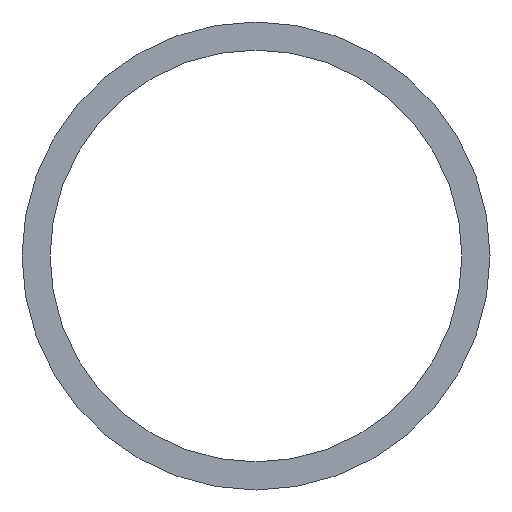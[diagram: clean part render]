
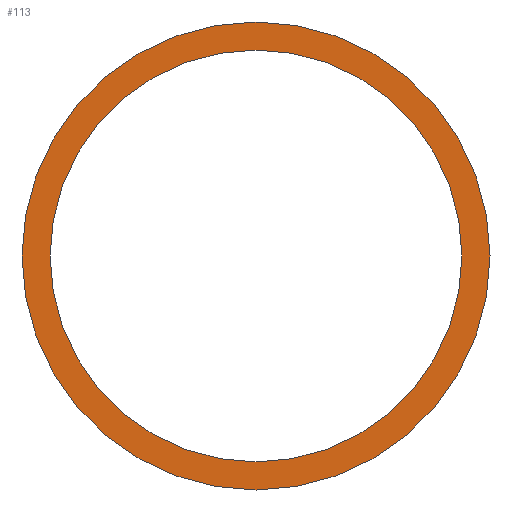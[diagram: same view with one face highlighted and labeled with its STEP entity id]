
A CAD part, front view. The second image highlights one B-rep face of the part: STEP entity #113.
In plain terms, the highlighted planar face has unit normal (0, -1, 0).
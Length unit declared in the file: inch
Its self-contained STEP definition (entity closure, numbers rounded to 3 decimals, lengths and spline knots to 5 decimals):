
#2 = AXIS2_PLACEMENT_3D ( 'NONE', #123, #128, #143 ) ;
#4 = PLANE ( 'NONE',  #188 ) ;
#5 = EDGE_CURVE ( 'NONE', #126, #37, #30, .T. ) ;
#6 = DIRECTION ( 'NONE',  ( 0., 1., 0. ) ) ;
#9 = DIRECTION ( 'NONE',  ( 0., 0., 1. ) ) ;
#12 = CARTESIAN_POINT ( 'NONE',  ( 0., 0., 0.24985 ) ) ;
#14 = CIRCLE ( 'NONE', #2, 0.21985 ) ;
#30 = CIRCLE ( 'NONE', #157, 0.24985 ) ;
#34 = CARTESIAN_POINT ( 'NONE',  ( 0., 0., 0. ) ) ;
#35 = DIRECTION ( 'NONE',  ( 0., 1., 0. ) ) ;
#37 = VERTEX_POINT ( 'NONE', #160 ) ;
#38 = DIRECTION ( 'NONE',  ( 0., 0., 1. ) ) ;
#51 = ORIENTED_EDGE ( 'NONE', *, *, #231, .F. ) ;
#60 = CARTESIAN_POINT ( 'NONE',  ( 0., 0., 0.21985 ) ) ;
#65 = CARTESIAN_POINT ( 'NONE',  ( 0., 0., 0. ) ) ;
#73 = CARTESIAN_POINT ( 'NONE',  ( 0., 0., -0.21985 ) ) ;
#90 = ORIENTED_EDGE ( 'NONE', *, *, #5, .F. ) ;
#94 = VERTEX_POINT ( 'NONE', #60 ) ;
#101 = ORIENTED_EDGE ( 'NONE', *, *, #134, .T. ) ;
#113 = ADVANCED_FACE ( 'NONE', ( #251, #173 ), #4, .F. ) ;
#116 = VERTEX_POINT ( 'NONE', #73 ) ;
#123 = CARTESIAN_POINT ( 'NONE',  ( 0., 0., 0. ) ) ;
#126 = VERTEX_POINT ( 'NONE', #12 ) ;
#128 = DIRECTION ( 'NONE',  ( 0., 1., 0. ) ) ;
#134 = EDGE_CURVE ( 'NONE', #116, #94, #233, .T. ) ;
#136 = EDGE_LOOP ( 'NONE', ( #51, #90 ) ) ;
#143 = DIRECTION ( 'NONE',  ( 0., 0., 1. ) ) ;
#157 = AXIS2_PLACEMENT_3D ( 'NONE', #238, #245, #220 ) ;
#160 = CARTESIAN_POINT ( 'NONE',  ( 0., 0., -0.24985 ) ) ;
#164 = CARTESIAN_POINT ( 'NONE',  ( 0., 0., 0. ) ) ;
#165 = DIRECTION ( 'NONE',  ( 0., 1., 0. ) ) ;
#167 = DIRECTION ( 'NONE',  ( 0., 0., 1. ) ) ;
#171 = AXIS2_PLACEMENT_3D ( 'NONE', #34, #35, #38 ) ;
#173 = FACE_BOUND ( 'NONE', #174, .T. ) ;
#174 = EDGE_LOOP ( 'NONE', ( #101, #250 ) ) ;
#188 = AXIS2_PLACEMENT_3D ( 'NONE', #65, #6, #9 ) ;
#193 = EDGE_CURVE ( 'NONE', #94, #116, #14, .T. ) ;
#205 = CIRCLE ( 'NONE', #241, 0.24985 ) ;
#220 = DIRECTION ( 'NONE',  ( 0., 0., 1. ) ) ;
#231 = EDGE_CURVE ( 'NONE', #37, #126, #205, .T. ) ;
#233 = CIRCLE ( 'NONE', #171, 0.21985 ) ;
#238 = CARTESIAN_POINT ( 'NONE',  ( 0., 0., 0. ) ) ;
#241 = AXIS2_PLACEMENT_3D ( 'NONE', #164, #165, #167 ) ;
#245 = DIRECTION ( 'NONE',  ( 0., 1., 0. ) ) ;
#250 = ORIENTED_EDGE ( 'NONE', *, *, #193, .T. ) ;
#251 = FACE_OUTER_BOUND ( 'NONE', #136, .T. ) ;
